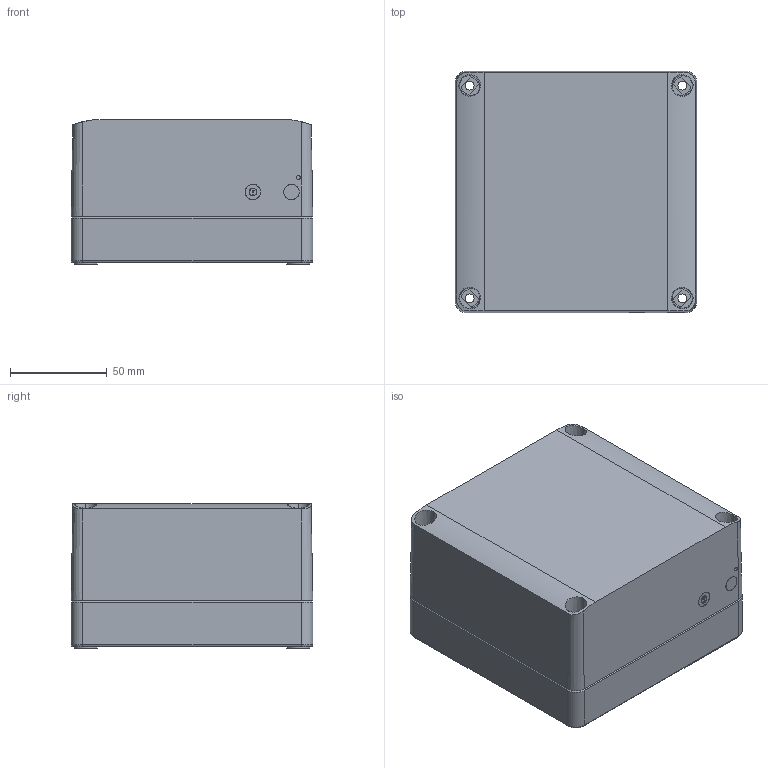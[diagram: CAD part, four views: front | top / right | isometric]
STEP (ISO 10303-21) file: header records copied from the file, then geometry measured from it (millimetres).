
FILE_DESCRIPTION((''),'2;1');
FILE_NAME('SABP131308LT_ASM','2008-12-08T',('pasi_koskela'),(''),'PRO/ENGINEER BY PARAMETRIC TECHNOLOGY CORPORATION, 2008250','PRO/ENGINEER BY PARAMETRIC TECHNOLOGY CORPORATION, 2008250','');
FILE_SCHEMA(('AUTOMOTIVE_DESIGN_CC2 { 1 2 10303 214 -1 1 5 2 }'));
Length unit declared in the file: millimetre
Products named in the file (3): SABT131305L; SABP131303B; SABP131308LT_ASM
Assembly tree (2 placements, depth 2):
  SABP131308LT_ASM
    SABT131305L
    SABP131303B
Bounding box: 125 x 125 x 75 mm (x, y, z)
Volume: 231323.1 mm3; surface area: 144895.9 mm2
Topology: 2 solids, 2 shells, 1709 faces, 4659 edges, 3082 vertices
Faces by surface type: plane 1468, cylinder 145, cone 70, torus 16, extrusion 10
Entity records: 53927 total; most frequent: CARTESIAN_POINT 10129, ORIENTED_EDGE 9318, DIRECTION 8395, EDGE_CURVE 4659, VECTOR 4195, LINE 4185, VERTEX_POINT 3082, AXIS2_PLACEMENT_3D 2100
